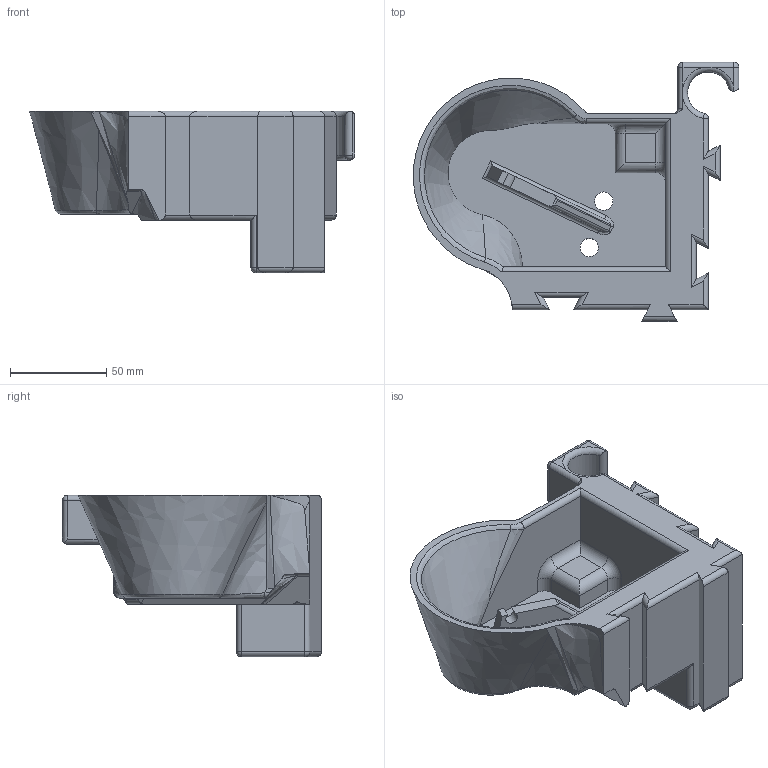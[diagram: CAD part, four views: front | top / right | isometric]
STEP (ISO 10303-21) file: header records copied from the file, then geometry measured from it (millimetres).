
FILE_DESCRIPTION (( 'STEP AP203' ), '1' );
FILE_NAME ('Tray_B.STEP', '2025-02-17T13:28:19', ( '' ), ( '' ), 'SwSTEP 2.0', 'SolidWorks 2024', '' );
FILE_SCHEMA (( 'CONFIG_CONTROL_DESIGN' ));
Length unit declared in the file: inch
Products named in the file (1): Tray_B
Bounding box: 168.83 x 134.44 x 83.82 mm (x, y, z)
Volume: 387058.4 mm3; surface area: 83360.9 mm2
Topology: 1 solids, 1 shells, 268 faces, 692 edges, 427 vertices
Faces by surface type: plane 119, cylinder 90, bspline 42, torus 10, sphere 7
Entity records: 16224 total; most frequent: CARTESIAN_POINT 10226, ORIENTED_EDGE 1366, DIRECTION 1039, EDGE_CURVE 683, VERTEX_POINT 427, VECTOR 397, LINE 397, AXIS2_PLACEMENT_3D 321
